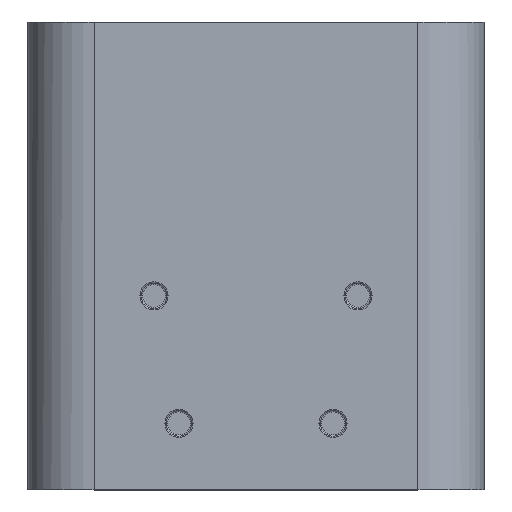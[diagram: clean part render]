
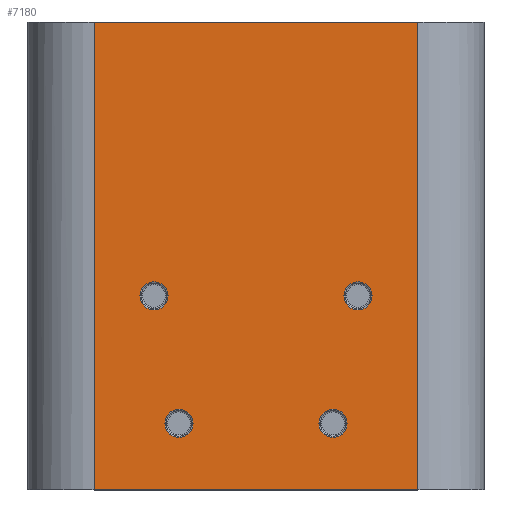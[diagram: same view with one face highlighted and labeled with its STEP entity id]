
A CAD part, top view. The second image highlights one B-rep face of the part: STEP entity #7180.
In plain terms, the highlighted planar face has unit normal (0, 0, 1).
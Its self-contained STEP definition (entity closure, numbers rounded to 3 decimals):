
#33 = VERTEX_POINT('',#34);
#34 = CARTESIAN_POINT('',(-1.785,-3.285,3.46));
#41 = EDGE_CURVE('',#42,#33,#44,.T.);
#42 = VERTEX_POINT('',#43);
#43 = CARTESIAN_POINT('',(-1.235,-3.285,3.46));
#44 = CIRCLE('',#45,0.275);
#45 = AXIS2_PLACEMENT_3D('',#46,#47,#48);
#46 = CARTESIAN_POINT('',(-1.51,-3.285,3.46));
#47 = DIRECTION('',(0.,0.,-1.));
#48 = DIRECTION('',(1.,0.,0.));
#117 = VERTEX_POINT('',#118);
#118 = CARTESIAN_POINT('',(-2.275,-0.785,3.46));
#125 = EDGE_CURVE('',#126,#117,#128,.T.);
#126 = VERTEX_POINT('',#127);
#127 = CARTESIAN_POINT('',(-1.725,-0.785,3.46));
#128 = CIRCLE('',#129,0.275);
#129 = AXIS2_PLACEMENT_3D('',#130,#131,#132);
#130 = CARTESIAN_POINT('',(-2.,-0.785,3.46));
#131 = DIRECTION('',(0.,0.,-1.));
#132 = DIRECTION('',(1.,0.,0.));
#201 = VERTEX_POINT('',#202);
#202 = CARTESIAN_POINT('',(1.725,-0.785,3.46));
#209 = EDGE_CURVE('',#210,#201,#212,.T.);
#210 = VERTEX_POINT('',#211);
#211 = CARTESIAN_POINT('',(2.275,-0.785,3.46));
#212 = CIRCLE('',#213,0.275);
#213 = AXIS2_PLACEMENT_3D('',#214,#215,#216);
#214 = CARTESIAN_POINT('',(2.,-0.785,3.46));
#215 = DIRECTION('',(0.,0.,-1.));
#216 = DIRECTION('',(1.,0.,0.));
#285 = VERTEX_POINT('',#286);
#286 = CARTESIAN_POINT('',(1.235,-3.285,3.46));
#293 = EDGE_CURVE('',#294,#285,#296,.T.);
#294 = VERTEX_POINT('',#295);
#295 = CARTESIAN_POINT('',(1.785,-3.285,3.46));
#296 = CIRCLE('',#297,0.275);
#297 = AXIS2_PLACEMENT_3D('',#298,#299,#300);
#298 = CARTESIAN_POINT('',(1.51,-3.285,3.46));
#299 = DIRECTION('',(0.,0.,-1.));
#300 = DIRECTION('',(1.,0.,0.));
#4062 = VERTEX_POINT('',#4063);
#4063 = CARTESIAN_POINT('',(3.175,4.585,3.46));
#4094 = VERTEX_POINT('',#4095);
#4095 = CARTESIAN_POINT('',(-3.175,4.585,3.46));
#4101 = EDGE_CURVE('',#4062,#4094,#4102,.T.);
#4102 = LINE('',#4103,#4104);
#4103 = CARTESIAN_POINT('',(-3.175,4.585,3.46));
#4104 = VECTOR('',#4105,1.);
#4105 = DIRECTION('',(-1.,0.,0.));
#5568 = VERTEX_POINT('',#5569);
#5569 = CARTESIAN_POINT('',(-3.175,-4.585,3.46));
#5600 = VERTEX_POINT('',#5601);
#5601 = CARTESIAN_POINT('',(3.175,-4.585,3.46));
#5607 = EDGE_CURVE('',#5600,#5568,#5608,.T.);
#5608 = LINE('',#5609,#5610);
#5609 = CARTESIAN_POINT('',(-3.175,-4.585,3.46));
#5610 = VECTOR('',#5611,1.);
#5611 = DIRECTION('',(-1.,0.,0.));
#6918 = EDGE_CURVE('',#5600,#4062,#6919,.T.);
#6919 = LINE('',#6920,#6921);
#6920 = CARTESIAN_POINT('',(3.175,-4.585,3.46));
#6921 = VECTOR('',#6922,1.);
#6922 = DIRECTION('',(-0.,1.,0.));
#7170 = EDGE_CURVE('',#5568,#4094,#7171,.T.);
#7171 = LINE('',#7172,#7173);
#7172 = CARTESIAN_POINT('',(-3.175,-4.585,3.46));
#7173 = VECTOR('',#7174,1.);
#7174 = DIRECTION('',(-0.,1.,0.));
#7180 = ADVANCED_FACE('',(#7181,#7191,#7201,#7211,#7221),#7227,.F.);
#7181 = FACE_BOUND('',#7182,.T.);
#7182 = EDGE_LOOP('',(#7183,#7184));
#7183 = ORIENTED_EDGE('',*,*,#293,.T.);
#7184 = ORIENTED_EDGE('',*,*,#7185,.T.);
#7185 = EDGE_CURVE('',#285,#294,#7186,.T.);
#7186 = CIRCLE('',#7187,0.275);
#7187 = AXIS2_PLACEMENT_3D('',#7188,#7189,#7190);
#7188 = CARTESIAN_POINT('',(1.51,-3.285,3.46));
#7189 = DIRECTION('',(0.,0.,-1.));
#7190 = DIRECTION('',(1.,0.,0.));
#7191 = FACE_BOUND('',#7192,.T.);
#7192 = EDGE_LOOP('',(#7193,#7194));
#7193 = ORIENTED_EDGE('',*,*,#209,.T.);
#7194 = ORIENTED_EDGE('',*,*,#7195,.T.);
#7195 = EDGE_CURVE('',#201,#210,#7196,.T.);
#7196 = CIRCLE('',#7197,0.275);
#7197 = AXIS2_PLACEMENT_3D('',#7198,#7199,#7200);
#7198 = CARTESIAN_POINT('',(2.,-0.785,3.46));
#7199 = DIRECTION('',(0.,0.,-1.));
#7200 = DIRECTION('',(1.,0.,0.));
#7201 = FACE_BOUND('',#7202,.T.);
#7202 = EDGE_LOOP('',(#7203,#7204));
#7203 = ORIENTED_EDGE('',*,*,#125,.T.);
#7204 = ORIENTED_EDGE('',*,*,#7205,.T.);
#7205 = EDGE_CURVE('',#117,#126,#7206,.T.);
#7206 = CIRCLE('',#7207,0.275);
#7207 = AXIS2_PLACEMENT_3D('',#7208,#7209,#7210);
#7208 = CARTESIAN_POINT('',(-2.,-0.785,3.46));
#7209 = DIRECTION('',(0.,0.,-1.));
#7210 = DIRECTION('',(1.,0.,0.));
#7211 = FACE_BOUND('',#7212,.T.);
#7212 = EDGE_LOOP('',(#7213,#7214));
#7213 = ORIENTED_EDGE('',*,*,#41,.T.);
#7214 = ORIENTED_EDGE('',*,*,#7215,.T.);
#7215 = EDGE_CURVE('',#33,#42,#7216,.T.);
#7216 = CIRCLE('',#7217,0.275);
#7217 = AXIS2_PLACEMENT_3D('',#7218,#7219,#7220);
#7218 = CARTESIAN_POINT('',(-1.51,-3.285,3.46));
#7219 = DIRECTION('',(0.,0.,-1.));
#7220 = DIRECTION('',(1.,0.,0.));
#7221 = FACE_BOUND('',#7222,.T.);
#7222 = EDGE_LOOP('',(#7223,#7224,#7225,#7226));
#7223 = ORIENTED_EDGE('',*,*,#4101,.T.);
#7224 = ORIENTED_EDGE('',*,*,#7170,.F.);
#7225 = ORIENTED_EDGE('',*,*,#5607,.F.);
#7226 = ORIENTED_EDGE('',*,*,#6918,.T.);
#7227 = PLANE('',#7228);
#7228 = AXIS2_PLACEMENT_3D('',#7229,#7230,#7231);
#7229 = CARTESIAN_POINT('',(-3.175,-4.585,3.46));
#7230 = DIRECTION('',(0.,0.,-1.));
#7231 = DIRECTION('',(1.,0.,0.));
